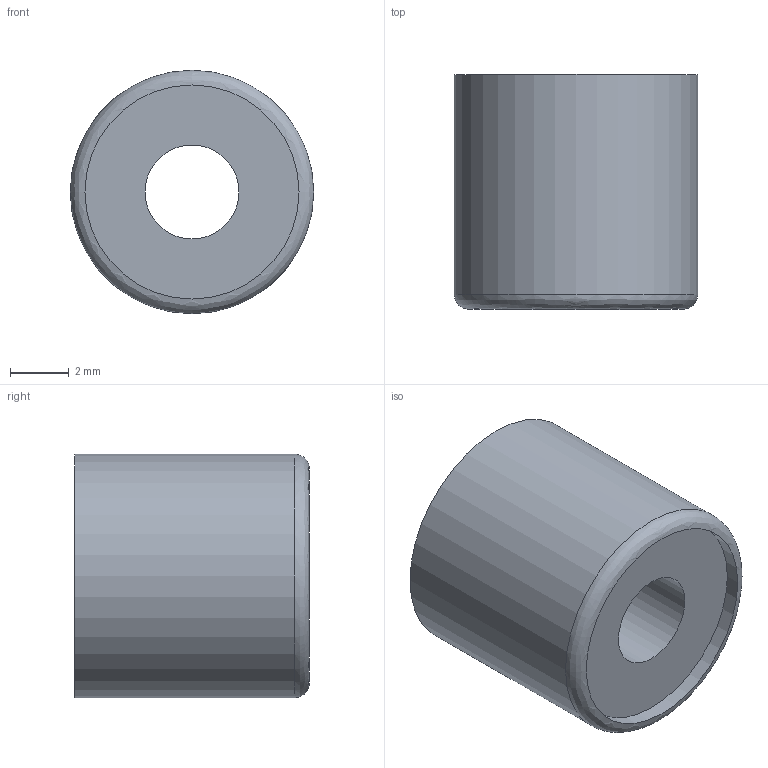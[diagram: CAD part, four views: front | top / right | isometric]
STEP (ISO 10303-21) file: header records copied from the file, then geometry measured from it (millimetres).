
FILE_DESCRIPTION(('FreeCAD Model'),'2;1');
FILE_NAME('Cinch_simple_rt.step','2021-01-23T18:20:35',('Author'),(''), 'Open CASCADE STEP processor 7.3','FreeCAD','Unknown');
FILE_SCHEMA(('AUTOMOTIVE_DESIGN { 1 0 10303 214 1 1 1 1 }'));
Length unit declared in the file: millimetre
Products named in the file (1): Cinch_simple_rt
Bounding box: 8.3 x 8 x 8.3 mm (x, y, z)
Volume: 350.2 mm3; surface area: 725.9 mm2
Topology: 2 solids, 2 shells, 8 faces, 13 edges, 8 vertices
Faces by surface type: cylinder 4, plane 3, revolution 1
Full cylindrical faces by diameter (mm): 3.2 x1, 7.3 x2, 8.3 x1
Entity records: 444 total; most frequent: CARTESIAN_POINT 69, DIRECTION 65, ORIENTED_EDGE 26, PCURVE 26, DEFINITIONAL_REPRESENTATION 26, LINE 24, VECTOR 24, AXIS2_PLACEMENT_3D 18
